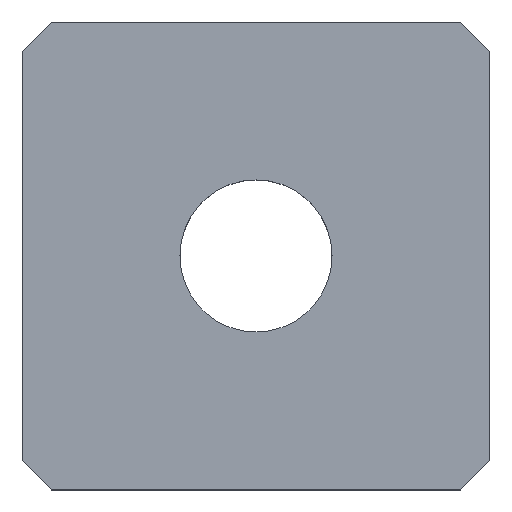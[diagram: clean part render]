
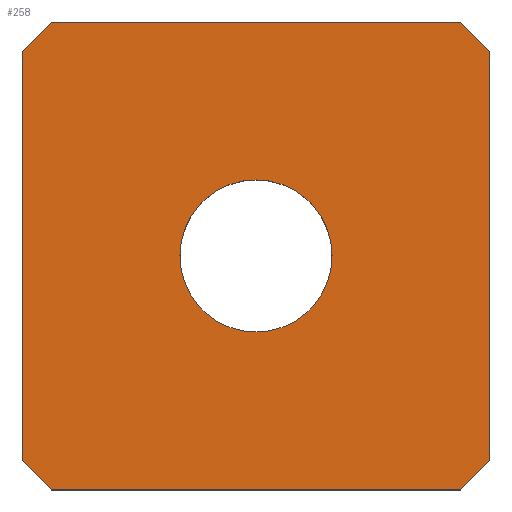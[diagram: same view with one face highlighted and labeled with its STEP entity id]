
A CAD part, top view. The second image highlights one B-rep face of the part: STEP entity #258.
In plain terms, the highlighted planar face has unit normal (0, 0, 1).
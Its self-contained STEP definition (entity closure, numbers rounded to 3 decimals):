
#10 = CARTESIAN_POINT ( 'NONE',  ( 20., -20., 4. ) ) ;
#15 = VECTOR ( 'NONE', #374, 1000. ) ;
#17 = ORIENTED_EDGE ( 'NONE', *, *, #293, .F. ) ;
#18 = AXIS2_PLACEMENT_3D ( 'NONE', #384, #205, #172 ) ;
#20 = CARTESIAN_POINT ( 'NONE',  ( 17.5, -20., 4. ) ) ;
#21 = LINE ( 'NONE', #120, #267 ) ;
#24 = ORIENTED_EDGE ( 'NONE', *, *, #332, .T. ) ;
#28 = AXIS2_PLACEMENT_3D ( 'NONE', #297, #59, #114 ) ;
#31 = ORIENTED_EDGE ( 'NONE', *, *, #370, .T. ) ;
#32 = DIRECTION ( 'NONE',  ( 1., 0., 0. ) ) ;
#34 = DIRECTION ( 'NONE',  ( 0., 0., -1. ) ) ;
#36 = CARTESIAN_POINT ( 'NONE',  ( 6.5, 0., 4. ) ) ;
#43 = CARTESIAN_POINT ( 'NONE',  ( -20., -20., 4. ) ) ;
#48 = ORIENTED_EDGE ( 'NONE', *, *, #71, .T. ) ;
#54 = CARTESIAN_POINT ( 'NONE',  ( -17.5, -20., 4. ) ) ;
#56 = ORIENTED_EDGE ( 'NONE', *, *, #162, .F. ) ;
#59 = DIRECTION ( 'NONE',  ( 0., 0., 1. ) ) ;
#64 = DIRECTION ( 'NONE',  ( -1., 0., 0. ) ) ;
#70 = DIRECTION ( 'NONE',  ( -0.707, 0.707, 0. ) ) ;
#71 = EDGE_CURVE ( 'NONE', #309, #183, #170, .T. ) ;
#77 = EDGE_CURVE ( 'NONE', #333, #314, #133, .T. ) ;
#81 = VERTEX_POINT ( 'NONE', #36 ) ;
#86 = DIRECTION ( 'NONE',  ( -1., 0., 0. ) ) ;
#93 = DIRECTION ( 'NONE',  ( 0., 1., 0. ) ) ;
#100 = VERTEX_POINT ( 'NONE', #378 ) ;
#104 = EDGE_CURVE ( 'NONE', #100, #333, #372, .T. ) ;
#106 = AXIS2_PLACEMENT_3D ( 'NONE', #176, #34, #64 ) ;
#109 = VECTOR ( 'NONE', #70, 1000. ) ;
#113 = EDGE_LOOP ( 'NONE', ( #31, #151, #255, #230, #121, #213, #24, #48 ) ) ;
#114 = DIRECTION ( 'NONE',  ( 1., 0., 0. ) ) ;
#117 = CARTESIAN_POINT ( 'NONE',  ( 20., 17.5, 4. ) ) ;
#120 = CARTESIAN_POINT ( 'NONE',  ( 20., -17.5, 4. ) ) ;
#121 = ORIENTED_EDGE ( 'NONE', *, *, #104, .T. ) ;
#122 = FACE_BOUND ( 'NONE', #366, .T. ) ;
#123 = VECTOR ( 'NONE', #32, 1000. ) ;
#126 = DIRECTION ( 'NONE',  ( 0.707, -0.707, 0. ) ) ;
#133 = LINE ( 'NONE', #223, #109 ) ;
#148 = VERTEX_POINT ( 'NONE', #299 ) ;
#151 = ORIENTED_EDGE ( 'NONE', *, *, #287, .T. ) ;
#162 = EDGE_CURVE ( 'NONE', #148, #81, #217, .T. ) ;
#170 = LINE ( 'NONE', #377, #15 ) ;
#172 = DIRECTION ( 'NONE',  ( 1., 0., 0. ) ) ;
#175 = VERTEX_POINT ( 'NONE', #20 ) ;
#176 = CARTESIAN_POINT ( 'NONE',  ( 0., 0., 4. ) ) ;
#183 = VERTEX_POINT ( 'NONE', #291 ) ;
#186 = VERTEX_POINT ( 'NONE', #385 ) ;
#195 = DIRECTION ( 'NONE',  ( 0., -1., 0. ) ) ;
#205 = DIRECTION ( 'NONE',  ( 0., 0., 1. ) ) ;
#207 = LINE ( 'NONE', #54, #357 ) ;
#213 = ORIENTED_EDGE ( 'NONE', *, *, #77, .T. ) ;
#214 = CARTESIAN_POINT ( 'NONE',  ( -17.5, 20., 4. ) ) ;
#217 = CIRCLE ( 'NONE', #18, 6.5 ) ;
#223 = CARTESIAN_POINT ( 'NONE',  ( 17.5, 20., 4. ) ) ;
#230 = ORIENTED_EDGE ( 'NONE', *, *, #248, .T. ) ;
#238 = FACE_OUTER_BOUND ( 'NONE', #113, .T. ) ;
#241 = PLANE ( 'NONE',  #106 ) ;
#245 = CARTESIAN_POINT ( 'NONE',  ( 17.5, 20., 4. ) ) ;
#248 = EDGE_CURVE ( 'NONE', #175, #100, #21, .T. ) ;
#250 = VECTOR ( 'NONE', #86, 1000. ) ;
#255 = ORIENTED_EDGE ( 'NONE', *, *, #351, .T. ) ;
#258 = ADVANCED_FACE ( 'NONE', ( #238, #122 ), #241, .F. ) ;
#267 = VECTOR ( 'NONE', #334, 1000. ) ;
#273 = LINE ( 'NONE', #339, #123 ) ;
#278 = VECTOR ( 'NONE', #93, 1000. ) ;
#287 = EDGE_CURVE ( 'NONE', #363, #186, #207, .T. ) ;
#291 = CARTESIAN_POINT ( 'NONE',  ( -20., 17.5, 4. ) ) ;
#293 = EDGE_CURVE ( 'NONE', #81, #148, #335, .T. ) ;
#297 = CARTESIAN_POINT ( 'NONE',  ( 0., 0., 4. ) ) ;
#299 = CARTESIAN_POINT ( 'NONE',  ( -6.5, 0., 4. ) ) ;
#309 = VERTEX_POINT ( 'NONE', #214 ) ;
#314 = VERTEX_POINT ( 'NONE', #245 ) ;
#317 = CARTESIAN_POINT ( 'NONE',  ( -20., -17.5, 4. ) ) ;
#332 = EDGE_CURVE ( 'NONE', #314, #309, #364, .T. ) ;
#333 = VERTEX_POINT ( 'NONE', #117 ) ;
#334 = DIRECTION ( 'NONE',  ( 0.707, 0.707, 0. ) ) ;
#335 = CIRCLE ( 'NONE', #28, 6.5 ) ;
#339 = CARTESIAN_POINT ( 'NONE',  ( -20., -20., 4. ) ) ;
#342 = LINE ( 'NONE', #43, #368 ) ;
#351 = EDGE_CURVE ( 'NONE', #186, #175, #273, .T. ) ;
#357 = VECTOR ( 'NONE', #126, 1000. ) ;
#363 = VERTEX_POINT ( 'NONE', #317 ) ;
#364 = LINE ( 'NONE', #393, #250 ) ;
#366 = EDGE_LOOP ( 'NONE', ( #56, #17 ) ) ;
#368 = VECTOR ( 'NONE', #195, 1000. ) ;
#370 = EDGE_CURVE ( 'NONE', #183, #363, #342, .T. ) ;
#372 = LINE ( 'NONE', #10, #278 ) ;
#374 = DIRECTION ( 'NONE',  ( -0.707, -0.707, 0. ) ) ;
#377 = CARTESIAN_POINT ( 'NONE',  ( -20., 17.5, 4. ) ) ;
#378 = CARTESIAN_POINT ( 'NONE',  ( 20., -17.5, 4. ) ) ;
#384 = CARTESIAN_POINT ( 'NONE',  ( 0., 0., 4. ) ) ;
#385 = CARTESIAN_POINT ( 'NONE',  ( -17.5, -20., 4. ) ) ;
#393 = CARTESIAN_POINT ( 'NONE',  ( -20., 20., 4. ) ) ;
